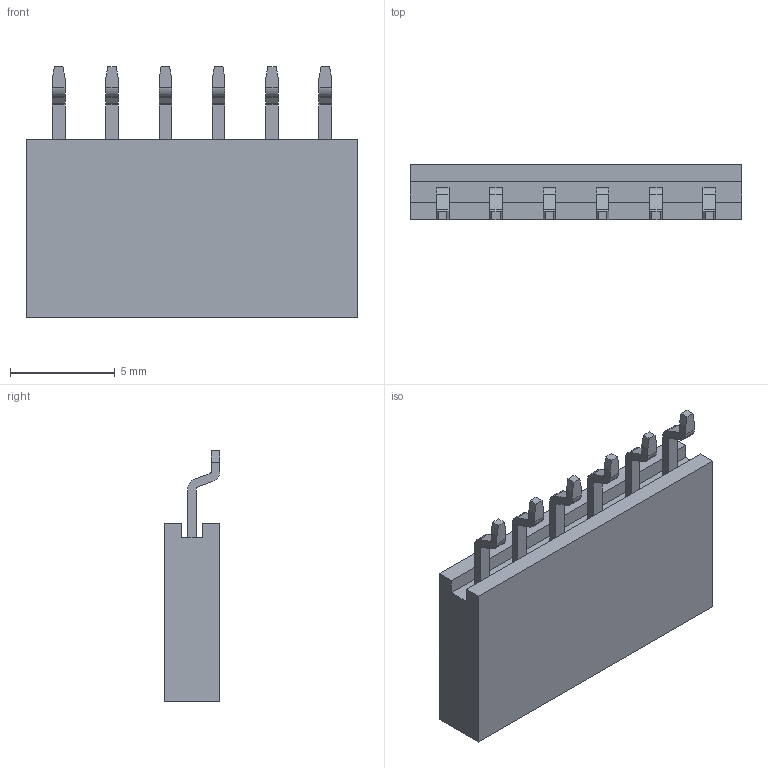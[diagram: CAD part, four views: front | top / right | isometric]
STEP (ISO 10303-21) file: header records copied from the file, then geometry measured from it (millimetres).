
FILE_DESCRIPTION (( 'STEP AP214' ), '1' );
FILE_NAME ('BG300-06-A-L-A.STEP', '2024-03-26T21:33:18', ( '' ), ( '' ), 'SwSTEP 2.0', 'SolidWorks 2021', '' );
FILE_SCHEMA (( 'AUTOMOTIVE_DESIGN' ));
Length unit declared in the file: millimetre
Products named in the file (3): pin^BG301-xxx; BG300-06-A-L-A; body^BG301-xxx
Assembly tree (7 placements, depth 2):
  BG300-06-A-L-A
    body^BG301-xxx
    pin^BG301-xxx  x6
Bounding box: 15.79 x 2.65 x 11.95 mm (x, y, z)
Volume: 347.1 mm3; surface area: 492 mm2
Topology: 7 solids, 7 shells, 136 faces, 348 edges, 232 vertices
Faces by surface type: plane 112, cylinder 24
Entity records: 1780 total; most frequent: CARTESIAN_POINT 296, DIRECTION 278, ORIENTED_EDGE 276, EDGE_CURVE 138, VECTOR 130, LINE 130, VERTEX_POINT 92, AXIS2_PLACEMENT_3D 74
